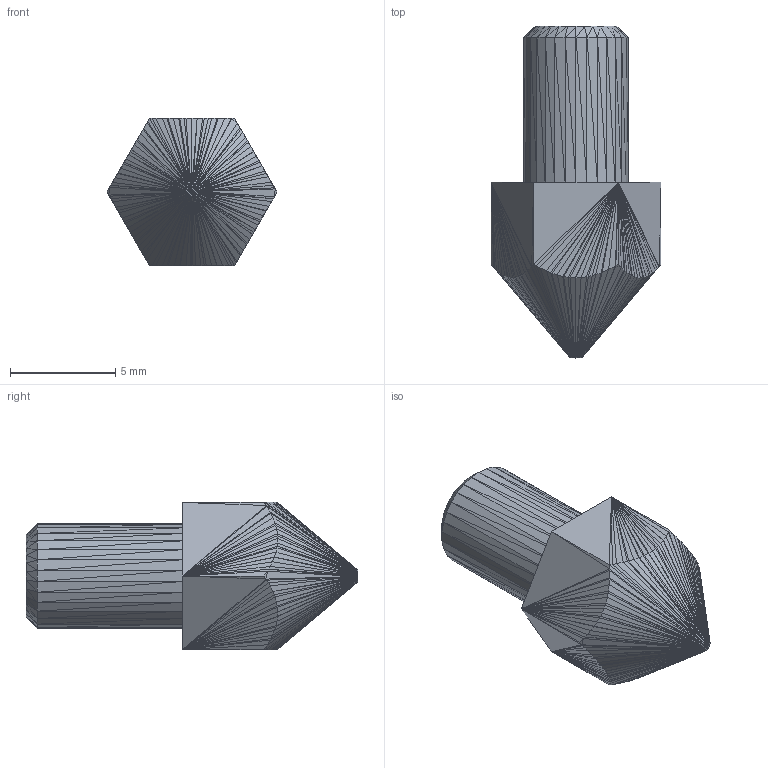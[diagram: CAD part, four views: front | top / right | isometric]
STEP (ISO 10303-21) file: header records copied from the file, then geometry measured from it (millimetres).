
FILE_DESCRIPTION (( 'STEP AP203' ), '1' );
FILE_NAME ('Pico Nozzle-step File.STEP', '2013-12-27T23:51:05', ( 'E' ), ( '' ), 'SwSTEP 2.0', 'SolidWorks 2013', '' );
FILE_SCHEMA (( 'CONFIG_CONTROL_DESIGN' ));
Length unit declared in the file: millimetre
Products named in the file (1): Pico Nozzle-step File
Bounding box: 8.08 x 15.79 x 7 mm (x, y, z)
Volume: 388 mm3; surface area: 324.2 mm2
Topology: 1 solids, 1 shells, 530 faces, 795 edges, 267 vertices
Faces by surface type: plane 530
Entity records: 10424 total; most frequent: DIRECTION 1857, CARTESIAN_POINT 1593, ORIENTED_EDGE 1590, EDGE_CURVE 795, VECTOR 795, LINE 795, AXIS2_PLACEMENT_3D 531, EDGE_LOOP 530
